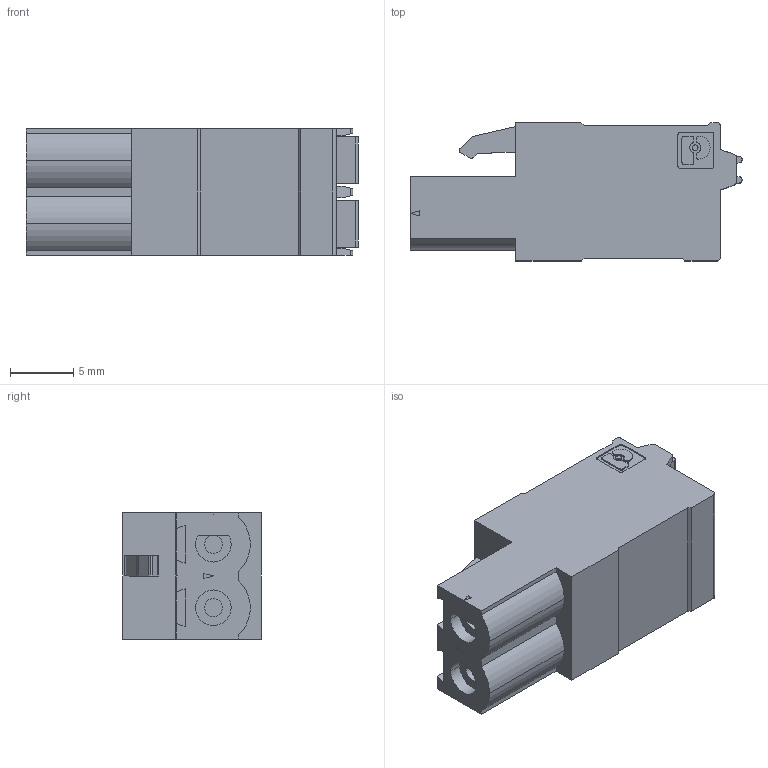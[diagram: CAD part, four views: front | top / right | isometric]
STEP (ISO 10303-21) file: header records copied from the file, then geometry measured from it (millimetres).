
FILE_DESCRIPTION(('SolidDesigner STEP Export'),'2;1');
FILE_NAME('fkcn_2.5-2-st.stp','2009-01-09T12:31:18',(''),(''),'CoCreate Modeling STEP processor for AP214 (Solid Model)','CoCreate Modeling 16.00A 16-Aug-2008 (C) Parametric Technology GmbH','');
FILE_SCHEMA(('AUTOMOTIVE_DESIGN { 1 0 10303 214 1 1 1 1 }'));
Length unit declared in the file: millimetre
Products named in the file (2): fkcn_2.5-2-st
Assembly tree (1 placements, depth 2):
  fkcn_2.5-2-st
    fkcn_2.5-2-st
Bounding box: 26.2 x 10.9 x 10 mm (x, y, z)
Volume: 2023.7 mm3; surface area: 1415 mm2
Topology: 1 solids, 1 shells, 202 faces, 548 edges, 363 vertices
Faces by surface type: plane 125, cylinder 77
Entity records: 8212 total; most frequent: CARTESIAN_POINT 1478, ORIENTED_EDGE 1096, DIRECTION 1018, EDGE_CURVE 548, VECTOR 380, LINE 380, VERTEX_POINT 363, AXIS2_PLACEMENT_3D 319
